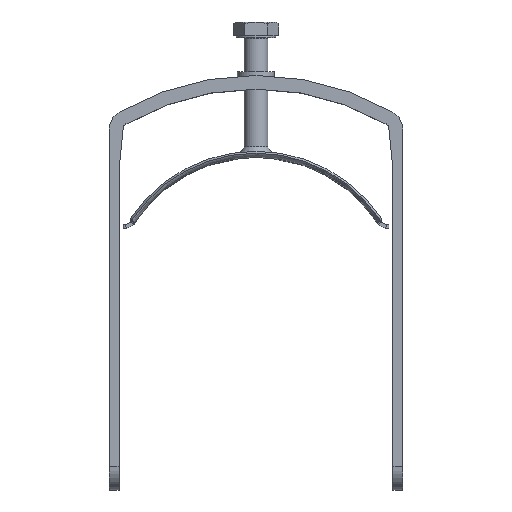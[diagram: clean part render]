
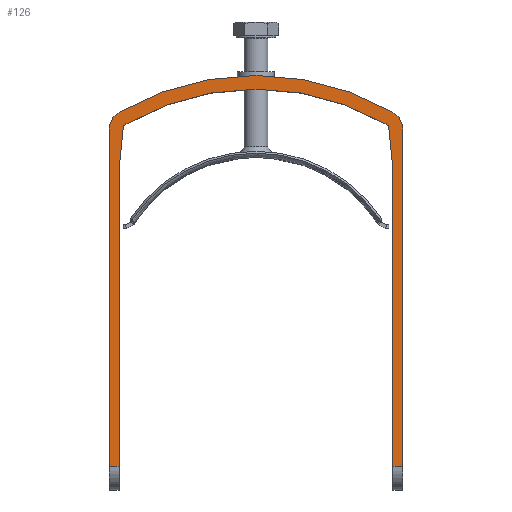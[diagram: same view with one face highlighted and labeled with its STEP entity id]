
A CAD part, top view. The second image highlights one B-rep face of the part: STEP entity #126.
In plain terms, the highlighted face is planar.
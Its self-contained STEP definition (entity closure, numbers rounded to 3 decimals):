
#126 = ADVANCED_FACE ( 'NONE', ( #1100 ), #3537, .F. ) ;
#240 = EDGE_CURVE ( 'NONE', #1548, #1544, #915, .T. ) ;
#241 = EDGE_CURVE ( 'NONE', #1332, #1544, #913, .T. ) ;
#242 = EDGE_CURVE ( 'NONE', #1542, #1332, #911, .T. ) ;
#243 = EDGE_CURVE ( 'NONE', #1440, #1542, #909, .T. ) ;
#244 = EDGE_CURVE ( 'NONE', #1543, #1440, #907, .T. ) ;
#245 = EDGE_CURVE ( 'NONE', #1541, #1543, #906, .T. ) ;
#246 = EDGE_CURVE ( 'NONE', #1541, #1536, #904, .T. ) ;
#247 = EDGE_CURVE ( 'NONE', #1536, #1535, #902, .T. ) ;
#248 = EDGE_CURVE ( 'NONE', #1535, #1534, #900, .T. ) ;
#249 = EDGE_CURVE ( 'NONE', #1534, #1533, #898, .T. ) ;
#250 = EDGE_CURVE ( 'NONE', #1540, #1533, #585, .T. ) ;
#251 = EDGE_CURVE ( 'NONE', #1539, #1540, #582, .T. ) ;
#252 = EDGE_CURVE ( 'NONE', #1538, #1539, #586, .T. ) ;
#253 = EDGE_CURVE ( 'NONE', #1538, #1548, #883, .T. ) ;
#356 = AXIS2_PLACEMENT_3D ( 'NONE', #3530, #3539, #3540 ) ;
#582 = CIRCLE ( 'NONE', #4125, 1.5 ) ;
#583 = VECTOR ( 'NONE', #3961, 1000. ) ;
#585 = CIRCLE ( 'NONE', #4124, 66.5 ) ;
#586 = LINE ( 'NONE', #3979, #583 ) ;
#882 = VECTOR ( 'NONE', #3984, 1000. ) ;
#883 = LINE ( 'NONE', #3978, #882 ) ;
#897 = VECTOR ( 'NONE', #3971, 1000. ) ;
#898 = CIRCLE ( 'NONE', #4123, 1.5 ) ;
#899 = VECTOR ( 'NONE', #3969, 1000. ) ;
#900 = LINE ( 'NONE', #3970, #897 ) ;
#901 = VECTOR ( 'NONE', #3967, 1000. ) ;
#902 = LINE ( 'NONE', #3968, #899 ) ;
#903 = VECTOR ( 'NONE', #3954, 1000. ) ;
#904 = LINE ( 'NONE', #3966, #901 ) ;
#906 = LINE ( 'NONE', #3962, #903 ) ;
#907 = CIRCLE ( 'NONE', #4122, 5. ) ;
#908 = VECTOR ( 'NONE', #3953, 1000. ) ;
#909 = CIRCLE ( 'NONE', #4119, 70. ) ;
#910 = VECTOR ( 'NONE', #3952, 1000. ) ;
#911 = CIRCLE ( 'NONE', #4103, 5. ) ;
#913 = LINE ( 'NONE', #3949, #908 ) ;
#915 = LINE ( 'NONE', #3946, #910 ) ;
#1100 = FACE_OUTER_BOUND ( 'NONE', #1204, .T. ) ;
#1204 = EDGE_LOOP ( 'NONE', ( #1792, #1757, #1685, #1721, #1791, #1756, #1684, #1720, #1790, #1755, #1683, #1719, #1789, #1754 ) ) ;
#1332 = VERTEX_POINT ( 'NONE', #3215 ) ;
#1440 = VERTEX_POINT ( 'NONE', #3245 ) ;
#1533 = VERTEX_POINT ( 'NONE', #3330 ) ;
#1534 = VERTEX_POINT ( 'NONE', #3331 ) ;
#1535 = VERTEX_POINT ( 'NONE', #3332 ) ;
#1536 = VERTEX_POINT ( 'NONE', #3333 ) ;
#1538 = VERTEX_POINT ( 'NONE', #3335 ) ;
#1539 = VERTEX_POINT ( 'NONE', #3336 ) ;
#1540 = VERTEX_POINT ( 'NONE', #3337 ) ;
#1541 = VERTEX_POINT ( 'NONE', #3338 ) ;
#1542 = VERTEX_POINT ( 'NONE', #3339 ) ;
#1543 = VERTEX_POINT ( 'NONE', #3340 ) ;
#1544 = VERTEX_POINT ( 'NONE', #3341 ) ;
#1548 = VERTEX_POINT ( 'NONE', #3345 ) ;
#1683 = ORIENTED_EDGE ( 'NONE', *, *, #250, .F. ) ;
#1684 = ORIENTED_EDGE ( 'NONE', *, *, #246, .T. ) ;
#1685 = ORIENTED_EDGE ( 'NONE', *, *, #242, .F. ) ;
#1719 = ORIENTED_EDGE ( 'NONE', *, *, #251, .F. ) ;
#1720 = ORIENTED_EDGE ( 'NONE', *, *, #247, .T. ) ;
#1721 = ORIENTED_EDGE ( 'NONE', *, *, #243, .F. ) ;
#1754 = ORIENTED_EDGE ( 'NONE', *, *, #253, .T. ) ;
#1755 = ORIENTED_EDGE ( 'NONE', *, *, #249, .T. ) ;
#1756 = ORIENTED_EDGE ( 'NONE', *, *, #245, .F. ) ;
#1757 = ORIENTED_EDGE ( 'NONE', *, *, #241, .F. ) ;
#1789 = ORIENTED_EDGE ( 'NONE', *, *, #252, .F. ) ;
#1790 = ORIENTED_EDGE ( 'NONE', *, *, #248, .T. ) ;
#1791 = ORIENTED_EDGE ( 'NONE', *, *, #244, .F. ) ;
#1792 = ORIENTED_EDGE ( 'NONE', *, *, #240, .T. ) ;
#3215 = CARTESIAN_POINT ( 'NONE',  ( 37.5, 13.708, -12.5 ) ) ;
#3245 = CARTESIAN_POINT ( 'NONE',  ( -35., 9.378, -12.5 ) ) ;
#3330 = CARTESIAN_POINT ( 'NONE',  ( -33.25, 12.409, -12.5 ) ) ;
#3331 = CARTESIAN_POINT ( 'NONE',  ( -33.997, 13.803, -12.5 ) ) ;
#3332 = CARTESIAN_POINT ( 'NONE',  ( -35., 23.833, -12.5 ) ) ;
#3333 = CARTESIAN_POINT ( 'NONE',  ( -35., 100., -12.5 ) ) ;
#3335 = CARTESIAN_POINT ( 'NONE',  ( 35., 23.833, -12.5 ) ) ;
#3336 = CARTESIAN_POINT ( 'NONE',  ( 33.997, 13.803, -12.5 ) ) ;
#3337 = CARTESIAN_POINT ( 'NONE',  ( 33.25, 12.409, -12.5 ) ) ;
#3338 = CARTESIAN_POINT ( 'NONE',  ( -37.5, 100., -12.5 ) ) ;
#3339 = CARTESIAN_POINT ( 'NONE',  ( 35., 9.378, -12.5 ) ) ;
#3340 = CARTESIAN_POINT ( 'NONE',  ( -37.5, 13.708, -12.5 ) ) ;
#3341 = CARTESIAN_POINT ( 'NONE',  ( 37.5, 100., -12.5 ) ) ;
#3345 = CARTESIAN_POINT ( 'NONE',  ( 35., 100., -12.5 ) ) ;
#3530 = CARTESIAN_POINT ( 'NONE',  ( 32.5, 13.708, -12.5 ) ) ;
#3537 = PLANE ( 'NONE',  #356 ) ;
#3539 = DIRECTION ( 'NONE',  ( 0., 0., 1. ) ) ;
#3540 = DIRECTION ( 'NONE',  ( 1., 0., 0. ) ) ;
#3946 = CARTESIAN_POINT ( 'NONE',  ( -37.5, 100., -12.5 ) ) ;
#3949 = CARTESIAN_POINT ( 'NONE',  ( 37.5, 106., -12.5 ) ) ;
#3952 = DIRECTION ( 'NONE',  ( 1., 0., 0. ) ) ;
#3953 = DIRECTION ( 'NONE',  ( 0., 1., 0. ) ) ;
#3954 = DIRECTION ( 'NONE',  ( 0., -1., 0. ) ) ;
#3955 = CARTESIAN_POINT ( 'NONE',  ( 32.5, 13.708, -12.5 ) ) ;
#3956 = DIRECTION ( 'NONE',  ( 0., 0., 1. ) ) ;
#3957 = DIRECTION ( 'NONE',  ( 1., 0., 0. ) ) ;
#3958 = CARTESIAN_POINT ( 'NONE',  ( 0., 70., -12.5 ) ) ;
#3959 = DIRECTION ( 'NONE',  ( 0., 0., 1. ) ) ;
#3960 = DIRECTION ( 'NONE',  ( 1., 0., 0. ) ) ;
#3961 = DIRECTION ( 'NONE',  ( -0.1, -0.995, 0. ) ) ;
#3962 = CARTESIAN_POINT ( 'NONE',  ( -37.5, 106., -12.5 ) ) ;
#3963 = CARTESIAN_POINT ( 'NONE',  ( -32.5, 13.708, -12.5 ) ) ;
#3964 = DIRECTION ( 'NONE',  ( 0., 0., 1. ) ) ;
#3965 = DIRECTION ( 'NONE',  ( -1., 0., 0. ) ) ;
#3966 = CARTESIAN_POINT ( 'NONE',  ( -37.5, 100., -12.5 ) ) ;
#3967 = DIRECTION ( 'NONE',  ( 1., 0., 0. ) ) ;
#3968 = CARTESIAN_POINT ( 'NONE',  ( -35., 106., -12.5 ) ) ;
#3969 = DIRECTION ( 'NONE',  ( 0., -1., 0. ) ) ;
#3970 = CARTESIAN_POINT ( 'NONE',  ( -35.012, 23.957, -12.5 ) ) ;
#3971 = DIRECTION ( 'NONE',  ( 0.1, -0.995, 0. ) ) ;
#3972 = CARTESIAN_POINT ( 'NONE',  ( -32.5, 13.708, -12.5 ) ) ;
#3973 = DIRECTION ( 'NONE',  ( 0., 0., 1. ) ) ;
#3974 = DIRECTION ( 'NONE',  ( 1., 0., 0. ) ) ;
#3975 = CARTESIAN_POINT ( 'NONE',  ( 0., 70., -12.5 ) ) ;
#3976 = DIRECTION ( 'NONE',  ( 0., 0., -1. ) ) ;
#3977 = DIRECTION ( 'NONE',  ( 1., 0., 0. ) ) ;
#3978 = CARTESIAN_POINT ( 'NONE',  ( 35., 106., -12.5 ) ) ;
#3979 = CARTESIAN_POINT ( 'NONE',  ( 33.973, 13.561, -12.5 ) ) ;
#3980 = CARTESIAN_POINT ( 'NONE',  ( 32.5, 13.708, -12.5 ) ) ;
#3981 = DIRECTION ( 'NONE',  ( 0., 0., -1. ) ) ;
#3982 = DIRECTION ( 'NONE',  ( 1., 0., 0. ) ) ;
#3984 = DIRECTION ( 'NONE',  ( 0., 1., 0. ) ) ;
#4103 = AXIS2_PLACEMENT_3D ( 'NONE', #3955, #3956, #3957 ) ;
#4119 = AXIS2_PLACEMENT_3D ( 'NONE', #3958, #3959, #3960 ) ;
#4122 = AXIS2_PLACEMENT_3D ( 'NONE', #3963, #3964, #3965 ) ;
#4123 = AXIS2_PLACEMENT_3D ( 'NONE', #3972, #3973, #3974 ) ;
#4124 = AXIS2_PLACEMENT_3D ( 'NONE', #3975, #3976, #3977 ) ;
#4125 = AXIS2_PLACEMENT_3D ( 'NONE', #3980, #3981, #3982 ) ;
